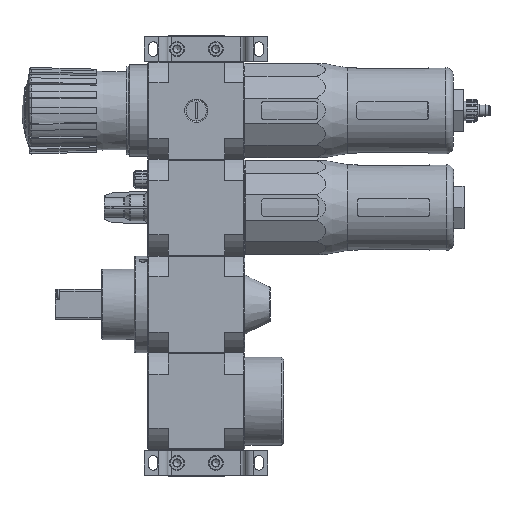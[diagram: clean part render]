
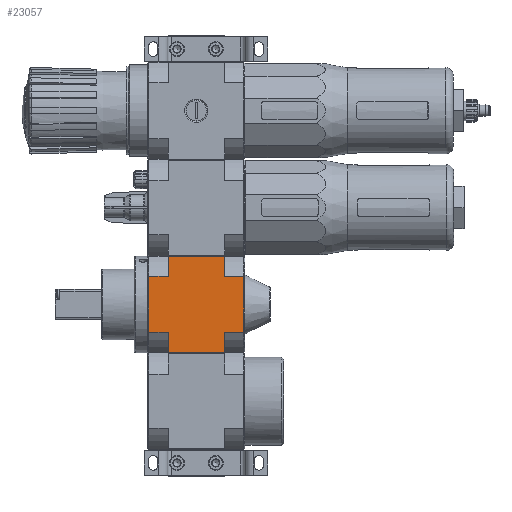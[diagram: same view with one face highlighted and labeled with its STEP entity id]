
A CAD part, left-side view. The second image highlights one B-rep face of the part: STEP entity #23057.
In plain terms, the highlighted face is planar.
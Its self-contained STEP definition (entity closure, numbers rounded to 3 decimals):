
#7308=ORIENTED_EDGE('',*,*,#11525,.T.);
#7309=ORIENTED_EDGE('',*,*,#11526,.F.);
#7310=ORIENTED_EDGE('',*,*,#11527,.T.);
#7311=ORIENTED_EDGE('',*,*,#11480,.T.);
#7312=ORIENTED_EDGE('',*,*,#11528,.F.);
#7313=ORIENTED_EDGE('',*,*,#11529,.T.);
#7314=ORIENTED_EDGE('',*,*,#11530,.F.);
#7315=ORIENTED_EDGE('',*,*,#11531,.T.);
#7316=ORIENTED_EDGE('',*,*,#11532,.F.);
#7317=ORIENTED_EDGE('',*,*,#11517,.T.);
#7318=ORIENTED_EDGE('',*,*,#11533,.T.);
#7319=ORIENTED_EDGE('',*,*,#11534,.F.);
#11480=EDGE_CURVE('',#14028,#14027,#15673,.T.);
#11517=EDGE_CURVE('',#14055,#14054,#15688,.T.);
#11525=EDGE_CURVE('',#14061,#14062,#15696,.T.);
#11526=EDGE_CURVE('',#14063,#14062,#15697,.F.);
#11527=EDGE_CURVE('',#14063,#14028,#15698,.T.);
#11528=EDGE_CURVE('',#14064,#14027,#15699,.T.);
#11529=EDGE_CURVE('',#14064,#14065,#15700,.F.);
#11530=EDGE_CURVE('',#14066,#14065,#15701,.T.);
#11531=EDGE_CURVE('',#14066,#14067,#15702,.T.);
#11532=EDGE_CURVE('',#14055,#14067,#15703,.T.);
#11533=EDGE_CURVE('',#14054,#14068,#15704,.T.);
#11534=EDGE_CURVE('',#14061,#14068,#15705,.T.);
#14027=VERTEX_POINT('',#47381);
#14028=VERTEX_POINT('',#47383);
#14054=VERTEX_POINT('',#47477);
#14055=VERTEX_POINT('',#47479);
#14061=VERTEX_POINT('',#47494);
#14062=VERTEX_POINT('',#47495);
#14063=VERTEX_POINT('',#47497);
#14064=VERTEX_POINT('',#47500);
#14065=VERTEX_POINT('',#47502);
#14066=VERTEX_POINT('',#47504);
#14067=VERTEX_POINT('',#47506);
#14068=VERTEX_POINT('',#47509);
#15673=LINE('',#47382,#17219);
#15688=LINE('',#47478,#17234);
#15696=LINE('',#47493,#17242);
#15697=LINE('',#47496,#17243);
#15698=LINE('',#47498,#17244);
#15699=LINE('',#47499,#17245);
#15700=LINE('',#47501,#17246);
#15701=LINE('',#47503,#17247);
#15702=LINE('',#47505,#17248);
#15703=LINE('',#47507,#17249);
#15704=LINE('',#47508,#17250);
#15705=LINE('',#47510,#17251);
#17219=VECTOR('',#38418,1000.);
#17234=VECTOR('',#38477,1000.);
#17242=VECTOR('',#38487,1000.);
#17243=VECTOR('',#38488,1000.);
#17244=VECTOR('',#38489,1000.);
#17245=VECTOR('',#38490,1000.);
#17246=VECTOR('',#38491,1000.);
#17247=VECTOR('',#38492,1000.);
#17248=VECTOR('',#38493,1000.);
#17249=VECTOR('',#38494,1000.);
#17250=VECTOR('',#38495,1000.);
#17251=VECTOR('',#38496,1000.);
#18979=EDGE_LOOP('',(#7308,#7309,#7310,#7311,#7312,#7313,#7314,#7315,#7316,
#7317,#7318,#7319));
#20779=FACE_BOUND('',#18979,.T.);
#21835=PLANE('',#32932);
#23057=ADVANCED_FACE('',(#20779),#21835,.T.);
#32932=AXIS2_PLACEMENT_3D('',#47492,#38485,#38486);
#38418=DIRECTION('',(0.,-1.,0.));
#38477=DIRECTION('',(0.,1.,0.));
#38485=DIRECTION('',(0.,0.,1.));
#38486=DIRECTION('',(1.,0.,0.));
#38487=DIRECTION('',(-1.,0.,0.));
#38488=DIRECTION('',(0.,-1.,0.));
#38489=DIRECTION('',(-1.,0.,0.));
#38490=DIRECTION('',(-1.,0.,0.));
#38491=DIRECTION('',(0.,1.,0.));
#38492=DIRECTION('',(-1.,0.,0.));
#38493=DIRECTION('',(0.,1.,0.));
#38494=DIRECTION('',(-1.,0.,0.));
#38495=DIRECTION('',(-1.,0.,0.));
#38496=DIRECTION('',(0.,-1.,0.));
#47381=CARTESIAN_POINT('',(-27.5,-16.,27.5));
#47382=CARTESIAN_POINT('',(-27.5,27.,27.5));
#47383=CARTESIAN_POINT('',(-27.5,16.,27.5));
#47477=CARTESIAN_POINT('',(27.5,16.,27.5));
#47478=CARTESIAN_POINT('',(27.5,-27.,27.5));
#47479=CARTESIAN_POINT('',(27.5,-16.,27.5));
#47492=CARTESIAN_POINT('',(0.,0.,27.5));
#47493=CARTESIAN_POINT('',(33.,27.,27.5));
#47494=CARTESIAN_POINT('',(15.869,27.,27.5));
#47495=CARTESIAN_POINT('',(-15.869,27.,27.5));
#47496=CARTESIAN_POINT('',(-15.869,33.,27.5));
#47497=CARTESIAN_POINT('',(-15.869,16.,27.5));
#47498=CARTESIAN_POINT('',(0.,16.,27.5));
#47499=CARTESIAN_POINT('',(0.,-16.,27.5));
#47500=CARTESIAN_POINT('',(-15.869,-16.,27.5));
#47501=CARTESIAN_POINT('',(-15.869,-33.,27.5));
#47502=CARTESIAN_POINT('',(-15.869,-27.,27.5));
#47503=CARTESIAN_POINT('',(33.,-27.,27.5));
#47504=CARTESIAN_POINT('',(15.869,-27.,27.5));
#47505=CARTESIAN_POINT('',(15.869,-33.,27.5));
#47506=CARTESIAN_POINT('',(15.869,-16.,27.5));
#47507=CARTESIAN_POINT('',(0.,-16.,27.5));
#47508=CARTESIAN_POINT('',(0.,16.,27.5));
#47509=CARTESIAN_POINT('',(15.869,16.,27.5));
#47510=CARTESIAN_POINT('',(15.869,33.,27.5));
